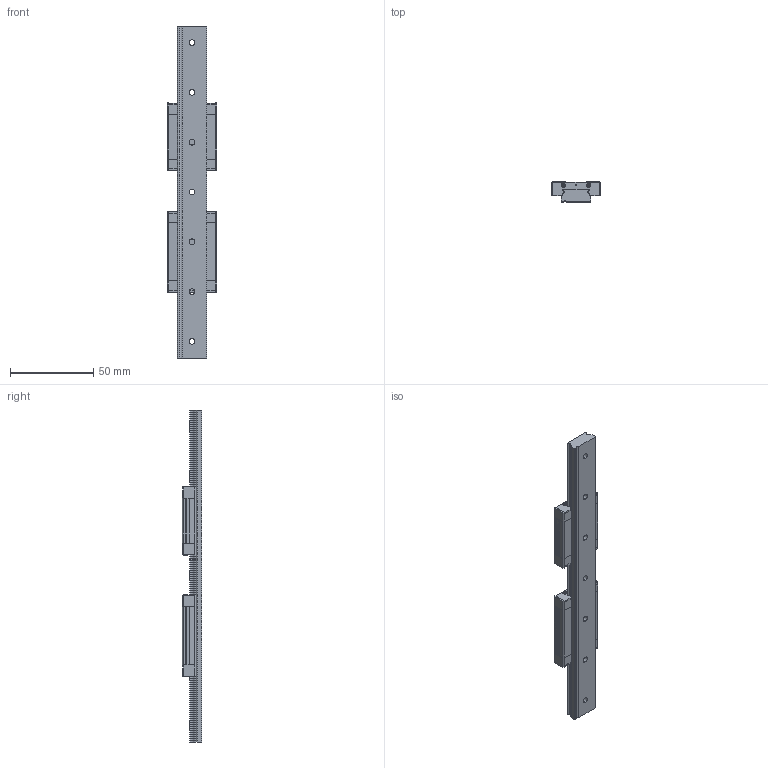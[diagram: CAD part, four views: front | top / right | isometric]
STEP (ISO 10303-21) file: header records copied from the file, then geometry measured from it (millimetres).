
FILE_DESCRIPTION (( 'STEP AP214' ), '1' );
FILE_NAME ('W9-ASS.STEP', '2015-08-05T07:22:49', ( '234' ), ( '' ), 'SwSTEP 2.0', 'SolidWorks 2013', '' );
FILE_SCHEMA (( 'AUTOMOTIVE_DESIGN' ));
Length unit declared in the file: millimetre
Products named in the file (7): W9-ASS; W9-BL; W9-EP; W9-ES; 墾獐お; WL9-BL; W9-RA
Assembly tree (19 placements, depth 2):
  W9-ASS
    W9-BL
    W9-EP  x4
    W9-ES  x4
    墾獐お  x8
    WL9-BL
    W9-RA
Bounding box: 30 x 12 x 200 mm (x, y, z)
Volume: 39731 mm3; surface area: 23185.9 mm2
Topology: 19 solids, 19 shells, 646 faces, 1715 edges, 1138 vertices
Faces by surface type: plane 360, cylinder 270, cone 16
Entity records: 9127 total; most frequent: DIRECTION 1605, CARTESIAN_POINT 1529, ORIENTED_EDGE 1478, EDGE_CURVE 739, AXIS2_PLACEMENT_3D 568, VERTEX_POINT 492, VECTOR 469, LINE 469
